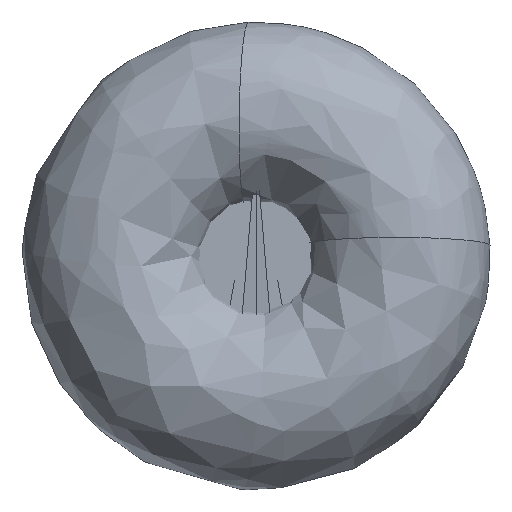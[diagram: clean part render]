
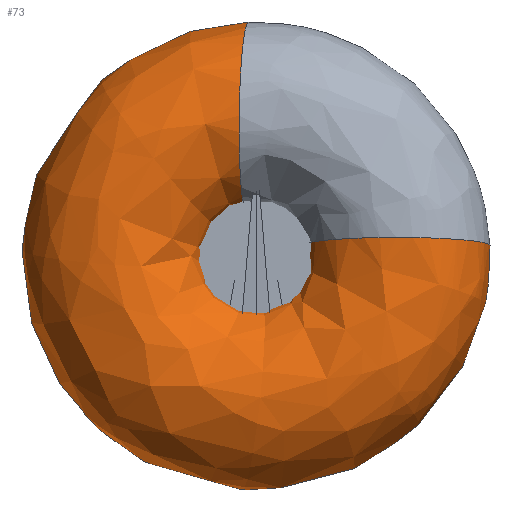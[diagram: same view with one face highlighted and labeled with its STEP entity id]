
A CAD part, left-side view. The second image highlights one B-rep face of the part: STEP entity #73.
In plain terms, the highlighted free-form (B-spline) face has degree [3, 3] with [7, 7] control points.
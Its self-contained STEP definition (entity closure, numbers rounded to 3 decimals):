
#73=ADVANCED_FACE('',(#94,#95),#92,.F.);
#92=(
BOUNDED_SURFACE()
B_SPLINE_SURFACE(3,3,((#365,#366,#367,#368,#369,#370,#371),(#372,#373,#374,
#375,#376,#377,#378),(#379,#380,#381,#382,#383,#384,#385),(#386,#387,#388,
#389,#390,#391,#392),(#393,#394,#395,#396,#397,#398,#399),(#400,#401,#402,
#403,#404,#405,#406),(#407,#408,#409,#410,#411,#412,#413)),
 .UNSPECIFIED.,.T.,.F.,.F.)
B_SPLINE_SURFACE_WITH_KNOTS((1,3,3,3,1),(4,3,4),(-0.5,0.,0.5,1.,1.5),(0.,
0.5,1.),.UNSPECIFIED.)
GEOMETRIC_REPRESENTATION_ITEM()
RATIONAL_B_SPLINE_SURFACE(((1.,0.586,0.586,1.,0.586,
0.586,1.),(0.333,0.195,0.195,
0.333,0.195,0.195,0.333),
(0.333,0.195,0.195,0.333,
0.195,0.195,0.333),(1.,0.586,
0.586,1.,0.586,0.586,1.),(0.333,
0.195,0.195,0.333,0.195,
0.195,0.333),(0.333,0.195,
0.195,0.333,0.195,0.195,
0.333),(1.,0.586,0.586,1.,0.586,
0.586,1.)))
REPRESENTATION_ITEM('')
SURFACE()
);
#94=FACE_BOUND('',#128,.T.);
#95=FACE_BOUND('',#129,.T.);
#128=EDGE_LOOP('',(#164));
#129=EDGE_LOOP('',(#165));
#164=ORIENTED_EDGE('',*,*,#218,.T.);
#165=ORIENTED_EDGE('',*,*,#219,.T.);
#200=VERTEX_POINT('',#362);
#201=VERTEX_POINT('',#364);
#218=EDGE_CURVE('',#200,#200,#236,.T.);
#219=EDGE_CURVE('',#201,#201,#237,.T.);
#236=CIRCLE('',#255,5.);
#237=CIRCLE('',#256,5.);
#255=AXIS2_PLACEMENT_3D('',#361,#291,#292);
#256=AXIS2_PLACEMENT_3D('',#363,#293,#294);
#291=DIRECTION('',(0.087,0.996,0.013));
#292=DIRECTION('',(0.996,-0.087,-0.001));
#293=DIRECTION('',(-0.087,0.,-0.996));
#294=DIRECTION('',(0.996,0.,-0.087));
#361=CARTESIAN_POINT('',(4.981,0.467,7.496));
#362=CARTESIAN_POINT('',(9.962,0.031,7.49));
#363=CARTESIAN_POINT('',(4.981,-7.489,0.564));
#364=CARTESIAN_POINT('',(9.962,-7.489,0.128));
#365=CARTESIAN_POINT('',(9.962,-7.489,0.128));
#366=CARTESIAN_POINT('',(9.962,-7.624,-7.747));
#367=CARTESIAN_POINT('',(9.962,-0.389,-10.863));
#368=CARTESIAN_POINT('',(9.962,5.24,-5.353));
#369=CARTESIAN_POINT('',(9.962,10.869,0.158));
#370=CARTESIAN_POINT('',(9.962,7.908,7.457));
#371=CARTESIAN_POINT('',(9.962,0.031,7.49));
#372=CARTESIAN_POINT('',(9.962,2.511,0.128));
#373=CARTESIAN_POINT('',(9.962,2.376,2.769));
#374=CARTESIAN_POINT('',(9.962,-0.118,3.647));
#375=CARTESIAN_POINT('',(9.962,-1.877,1.673));
#376=CARTESIAN_POINT('',(9.962,-3.636,-0.302));
#377=CARTESIAN_POINT('',(9.962,-2.478,-2.678));
#378=CARTESIAN_POINT('',(9.962,0.161,-2.509));
#379=CARTESIAN_POINT('',(0.,2.511,1.));
#380=CARTESIAN_POINT('',(0.,1.459,3.641));
#381=CARTESIAN_POINT('',(0.,-1.383,3.67));
#382=CARTESIAN_POINT('',(0.,-2.489,1.052));
#383=CARTESIAN_POINT('',(0.,-3.596,-1.566));
#384=CARTESIAN_POINT('',(0.,-1.594,-3.584));
#385=CARTESIAN_POINT('',(0.,1.032,-2.498));
#386=CARTESIAN_POINT('',(0.,-7.489,1.));
#387=CARTESIAN_POINT('',(0.,-8.541,-6.876));
#388=CARTESIAN_POINT('',(0.,-1.654,-10.839));
#389=CARTESIAN_POINT('',(0.,4.627,-5.973));
#390=CARTESIAN_POINT('',(0.,10.909,-1.107));
#391=CARTESIAN_POINT('',(0.,8.792,6.552));
#392=CARTESIAN_POINT('',(0.,0.903,7.501));
#393=CARTESIAN_POINT('',(0.,-17.489,1.));
#394=CARTESIAN_POINT('',(0.,-18.541,-17.392));
#395=CARTESIAN_POINT('',(0.,-1.925,-25.348));
#396=CARTESIAN_POINT('',(0.,11.744,-12.998));
#397=CARTESIAN_POINT('',(0.,25.413,-0.647));
#398=CARTESIAN_POINT('',(0.,19.178,16.687));
#399=CARTESIAN_POINT('',(0.,0.773,17.501));
#400=CARTESIAN_POINT('',(9.962,-17.489,0.128));
#401=CARTESIAN_POINT('',(9.962,-17.624,-18.264));
#402=CARTESIAN_POINT('',(9.962,-0.661,-25.372));
#403=CARTESIAN_POINT('',(9.962,12.356,-12.378));
#404=CARTESIAN_POINT('',(9.962,25.373,0.617));
#405=CARTESIAN_POINT('',(9.962,18.294,17.593));
#406=CARTESIAN_POINT('',(9.962,-0.098,17.489));
#407=CARTESIAN_POINT('',(9.962,-7.489,0.128));
#408=CARTESIAN_POINT('',(9.962,-7.624,-7.747));
#409=CARTESIAN_POINT('',(9.962,-0.389,-10.863));
#410=CARTESIAN_POINT('',(9.962,5.24,-5.353));
#411=CARTESIAN_POINT('',(9.962,10.869,0.158));
#412=CARTESIAN_POINT('',(9.962,7.908,7.457));
#413=CARTESIAN_POINT('',(9.962,0.031,7.49));
